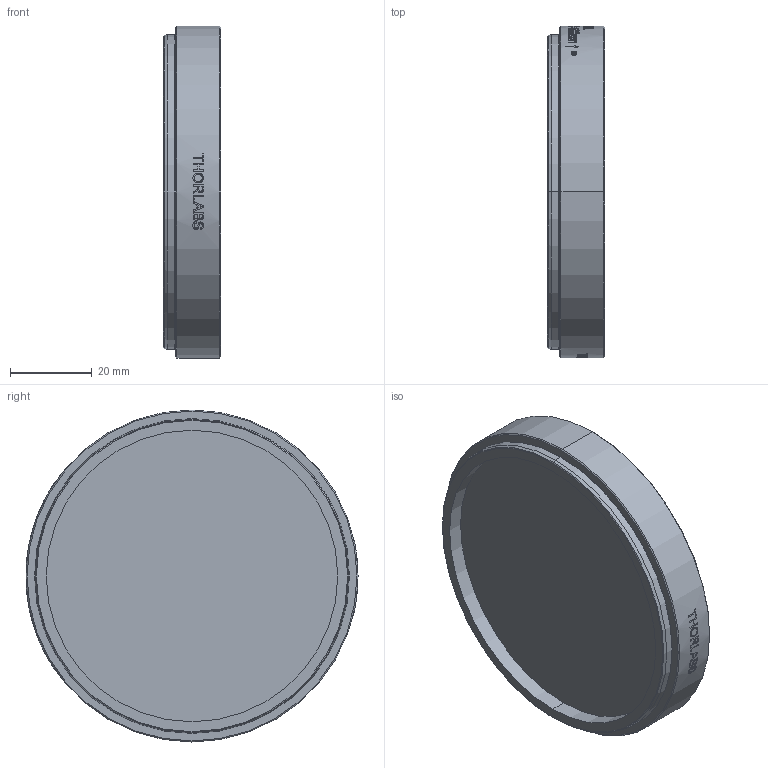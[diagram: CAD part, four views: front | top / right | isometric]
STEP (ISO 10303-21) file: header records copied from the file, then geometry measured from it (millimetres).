
FILE_DESCRIPTION (( 'STEP AP203' ), '1' );
FILE_NAME ('TTN039222-E0W.STEP', '2016-06-16T20:04:43', ( 'admin' ), ( '' ), 'SwSTEP 2.0', 'SolidWorks 2016', '' );
FILE_SCHEMA (( 'CONFIG_CONTROL_DESIGN' ));
Length unit declared in the file: inch
Products named in the file (1): TTN039222-E0W
Bounding box: 13.96 x 81.28 x 81.28 mm (x, y, z)
Volume: 29741.2 mm3; surface area: 21137.4 mm2
Topology: 3 solids, 3 shells, 117 faces, 587 edges, 534 vertices
Faces by surface type: cylinder 76, cone 22, plane 17, torus 2
Entity records: 10732 total; most frequent: CARTESIAN_POINT 5944, ORIENTED_EDGE 1170, DIRECTION 771, EDGE_CURVE 585, VERTEX_POINT 534, AXIS2_PLACEMENT_3D 311, B_SPLINE_CURVE_WITH_KNOTS 243, CIRCLE 193
